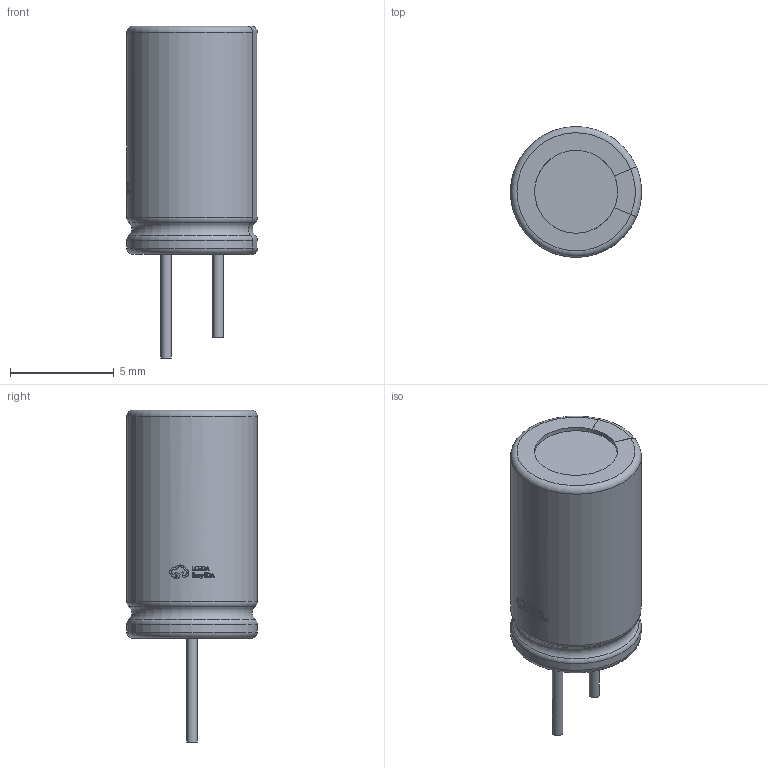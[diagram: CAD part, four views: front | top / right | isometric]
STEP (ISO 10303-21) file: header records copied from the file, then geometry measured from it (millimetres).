
FILE_DESCRIPTION(/* description */ (''),/* implementation_level */ '2;1');
FILE_NAME(/* name */ 'CAP-TH_BD6.3-P2.50-D0.5-FD.step',/* time_stamp */ '2023-06-11T10:31:01+08:00',/* author */ (''),/* organization */ (''),/* preprocessor_version */ 'ST-DEVELOPER v19.2',/* originating_system */ 'Autodesk Translation Framework v12.6.0.85',/* authorisation */ '');
FILE_SCHEMA (('AUTOMOTIVE_DESIGN { 1 0 10303 214 3 1 1 }'));
Length unit declared in the file: millimetre
Products named in the file (4): (未保存); U1; CAP-TH_BD6.3-P2.50-D0.5-FD; SOLID
Assembly tree (3 placements, depth 4):
  (未保存)
    U1
      CAP-TH_BD6.3-P2.50-D0.5-FD
        SOLID
Bounding box: 6.31 x 6.3 x 16.01 mm (x, y, z)
Volume: 336 mm3; surface area: 297.3 mm2
Topology: 1 solids, 1 shells, 270 faces, 735 edges, 490 vertices
Faces by surface type: plane 135, bspline 98, cylinder 27, torus 10
Full cylindrical faces by diameter (mm): 0.5 x2, 4 x1, 4.5 x1
Entity records: 11830 total; most frequent: CARTESIAN_POINT 5057, ORIENTED_EDGE 1470, DIRECTION 1107, EDGE_CURVE 735, VERTEX_POINT 490, AXIS2_PLACEMENT_3D 375, LINE 357, VECTOR 357
